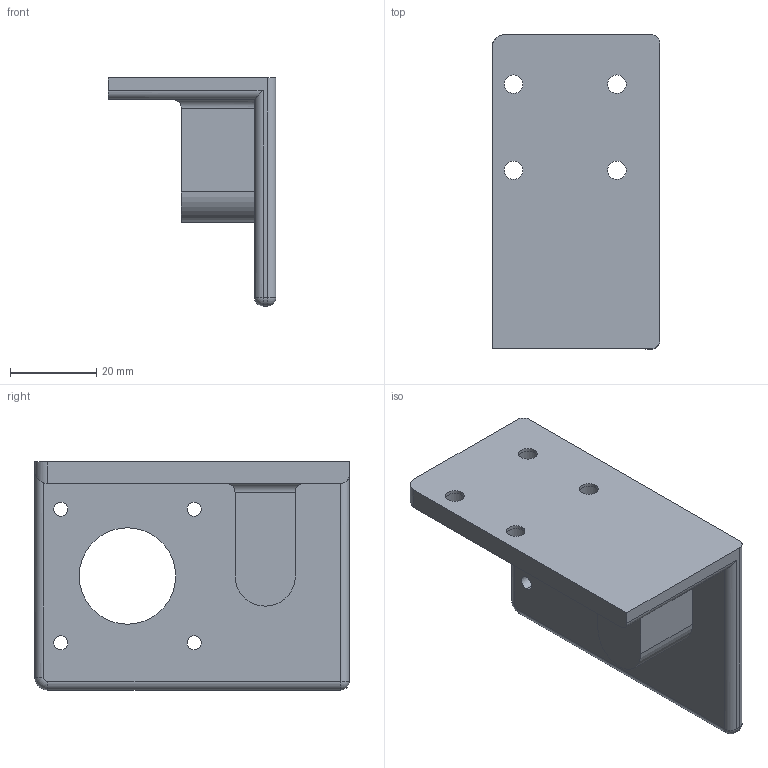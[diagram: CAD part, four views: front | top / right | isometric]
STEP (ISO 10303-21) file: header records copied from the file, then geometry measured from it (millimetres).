
FILE_DESCRIPTION (( 'STEP AP214' ), '1' );
FILE_NAME ('薊粣ん盓殤萇儂殤p', '2024-07-30T09:54:17', ( '' ), ( '' ), 'SwSTEP 2.0', 'SolidWorks 2022', '' );
FILE_SCHEMA (( 'AUTOMOTIVE_DESIGN' ));
Length unit declared in the file: millimetre
Products named in the file (1): 联轴器支架电机架plus
Bounding box: 39 x 73 x 53 mm (x, y, z)
Volume: 34456.8 mm3; surface area: 14986.1 mm2
Topology: 1 solids, 1 shells, 64 faces, 159 edges, 100 vertices
Faces by surface type: cylinder 44, plane 16, torus 2, sphere 2
Entity records: 1991 total; most frequent: DIRECTION 363, CARTESIAN_POINT 347, ORIENTED_EDGE 314, EDGE_CURVE 157, AXIS2_PLACEMENT_3D 146, VERTEX_POINT 100, EDGE_LOOP 87, CIRCLE 81
